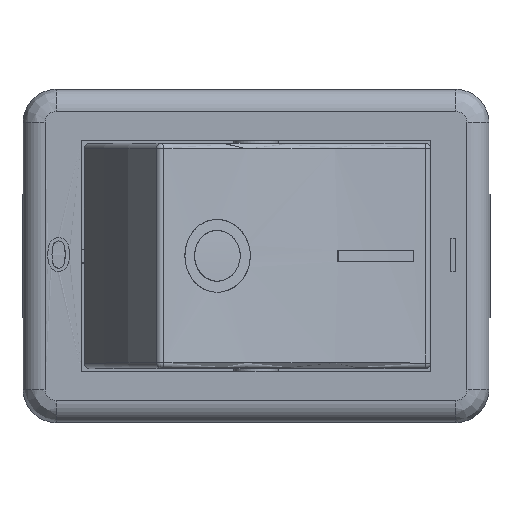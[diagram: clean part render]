
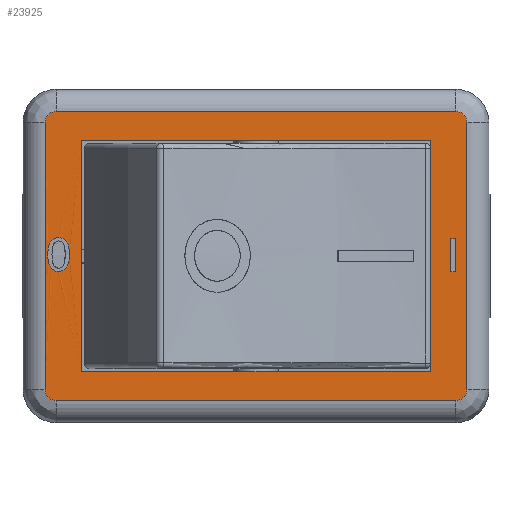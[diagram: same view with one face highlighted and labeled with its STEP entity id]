
A CAD part, top view. The second image highlights one B-rep face of the part: STEP entity #23925.
In plain terms, the highlighted planar face has unit normal (0, 0, 1).
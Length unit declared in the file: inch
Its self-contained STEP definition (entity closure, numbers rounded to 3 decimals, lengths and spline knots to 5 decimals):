
#23512=CARTESIAN_POINT('',(-0.35207,0.03264,0.63031));
#23513=VERTEX_POINT('',#23512);
#23514=CARTESIAN_POINT('',(-0.33285,0.00248,0.63031));
#23515=VERTEX_POINT('',#23514);
#23516=CARTESIAN_POINT('',(-0.35207,0.03264,0.62992));
#23517=CARTESIAN_POINT('',(-0.34734,0.03264,0.62992));
#23518=CARTESIAN_POINT('',(-0.34014,0.02882,0.62992));
#23519=CARTESIAN_POINT('',(-0.3355,0.02161,0.62992));
#23520=CARTESIAN_POINT('',(-0.33285,0.01126,0.62992));
#23521=CARTESIAN_POINT('',(-0.33285,0.00248,0.62992));
#23522=QUASI_UNIFORM_CURVE('',2,(#23516,#23517,#23518,#23519,#23520,#23521),.UNSPECIFIED.,.F.,.U.);
#23523=EDGE_CURVE('',#23513,#23515,#23522,.T.);
#23548=CARTESIAN_POINT('',(-0.35207,-0.02763,0.63031));
#23549=VERTEX_POINT('',#23548);
#23550=CARTESIAN_POINT('',(-0.33285,0.00248,0.62992));
#23551=CARTESIAN_POINT('',(-0.33285,-0.00791,0.62992));
#23552=CARTESIAN_POINT('',(-0.33712,-0.0207,0.62992));
#23553=CARTESIAN_POINT('',(-0.34563,-0.02763,0.62992));
#23554=CARTESIAN_POINT('',(-0.35207,-0.02763,0.62992));
#23555=QUASI_UNIFORM_CURVE('',2,(#23550,#23551,#23552,#23553,#23554),.UNSPECIFIED.,.F.,.U.);
#23556=EDGE_CURVE('',#23515,#23549,#23555,.T.);
#23576=CARTESIAN_POINT('',(-0.36548,-0.02155,0.63031));
#23577=VERTEX_POINT('',#23576);
#23578=CARTESIAN_POINT('',(-0.35207,-0.02763,0.62992));
#23579=CARTESIAN_POINT('',(-0.36062,-0.02763,0.62992));
#23580=CARTESIAN_POINT('',(-0.36548,-0.02155,0.62992));
#23581=QUASI_UNIFORM_CURVE('',2,(#23578,#23579,#23580),.UNSPECIFIED.,.F.,.U.);
#23582=EDGE_CURVE('',#23549,#23577,#23581,.T.);
#23600=CARTESIAN_POINT('',(-0.37133,0.00248,0.63031));
#23601=VERTEX_POINT('',#23600);
#23602=CARTESIAN_POINT('',(-0.36548,-0.02155,0.62992));
#23603=CARTESIAN_POINT('',(-0.37133,-0.01413,0.62992));
#23604=CARTESIAN_POINT('',(-0.37133,0.00248,0.62992));
#23605=QUASI_UNIFORM_CURVE('',2,(#23602,#23603,#23604),.UNSPECIFIED.,.F.,.U.);
#23606=EDGE_CURVE('',#23577,#23601,#23605,.T.);
#23628=CARTESIAN_POINT('',(-0.37133,0.00248,0.62992));
#23629=CARTESIAN_POINT('',(-0.37133,0.01297,0.62992));
#23630=CARTESIAN_POINT('',(-0.36701,0.02575,0.62992));
#23631=CARTESIAN_POINT('',(-0.35855,0.03264,0.62992));
#23632=CARTESIAN_POINT('',(-0.35207,0.03264,0.62992));
#23633=QUASI_UNIFORM_CURVE('',2,(#23628,#23629,#23630,#23631,#23632),.UNSPECIFIED.,.F.,.U.);
#23634=EDGE_CURVE('',#23601,#23513,#23633,.T.);
#23682=CARTESIAN_POINT('',(0.35534,0.03109,0.62992));
#23683=VERTEX_POINT('',#23682);
#23690=CARTESIAN_POINT('',(0.34751,0.03109,0.62992));
#23691=VERTEX_POINT('',#23690);
#23692=CARTESIAN_POINT('',(0.34751,0.03109,0.62992));
#23693=DIRECTION('',(1.0,0.0,0.0));
#23694=VECTOR('',#23693,0.00783);
#23695=LINE('',#23692,#23694);
#23696=EDGE_CURVE('',#23691,#23683,#23695,.T.);
#23720=CARTESIAN_POINT('',(0.35534,-0.02796,0.62992));
#23721=VERTEX_POINT('',#23720);
#23728=CARTESIAN_POINT('',(0.35534,0.03109,0.62992));
#23729=DIRECTION('',(0.0,-1.0,0.0));
#23730=VECTOR('',#23729,0.05906);
#23731=LINE('',#23728,#23730);
#23732=EDGE_CURVE('',#23683,#23721,#23731,.T.);
#23751=CARTESIAN_POINT('',(0.34751,-0.02796,0.62992));
#23752=VERTEX_POINT('',#23751);
#23759=CARTESIAN_POINT('',(0.35534,-0.02796,0.62992));
#23760=DIRECTION('',(-1.0,0.0,0.0));
#23761=VECTOR('',#23760,0.00783);
#23762=LINE('',#23759,#23761);
#23763=EDGE_CURVE('',#23721,#23752,#23762,.T.);
#23781=CARTESIAN_POINT('',(0.34751,-0.02796,0.62992));
#23782=DIRECTION('',(0.0,1.0,0.0));
#23783=VECTOR('',#23782,0.05906);
#23784=LINE('',#23781,#23783);
#23785=EDGE_CURVE('',#23752,#23691,#23784,.T.);
#23803=CARTESIAN_POINT('',(-0.41358,-0.28366,0.62992));
#23804=DIRECTION('',(0.0,0.0,1.0));
#23805=DIRECTION('',(1.0,0.0,0.0));
#23806=AXIS2_PLACEMENT_3D('',#23803,#23804,#23805);
#23807=PLANE('',#23806);
#23808=CARTESIAN_POINT('',(-0.37598,-0.23819,0.62992));
#23809=VERTEX_POINT('',#23808);
#23810=CARTESIAN_POINT('',(-0.37598,0.23819,0.62992));
#23811=VERTEX_POINT('',#23810);
#23812=CARTESIAN_POINT('',(-0.37598,-0.23819,0.62992));
#23813=DIRECTION('',(0.0,1.0,0.0));
#23814=VECTOR('',#23813,0.47638);
#23815=LINE('',#23812,#23814);
#23816=EDGE_CURVE('',#23809,#23811,#23815,.T.);
#23817=ORIENTED_EDGE('',*,*,#23816,.F.);
#23818=CARTESIAN_POINT('',(-0.3563,-0.25787,0.62992));
#23819=VERTEX_POINT('',#23818);
#23820=CARTESIAN_POINT('',(-0.3563,-0.23819,0.62992));
#23821=DIRECTION('',(0.0,0.0,-1.0));
#23822=DIRECTION('',(-0.707,-0.707,0.0));
#23823=AXIS2_PLACEMENT_3D('',#23820,#23821,#23822);
#23824=CIRCLE('',#23823,0.01969);
#23825=EDGE_CURVE('',#23819,#23809,#23824,.T.);
#23826=ORIENTED_EDGE('',*,*,#23825,.F.);
#23827=CARTESIAN_POINT('',(0.3563,-0.25787,0.62992));
#23828=VERTEX_POINT('',#23827);
#23829=CARTESIAN_POINT('',(0.3563,-0.25787,0.62992));
#23830=DIRECTION('',(-1.0,0.0,0.0));
#23831=VECTOR('',#23830,0.7126);
#23832=LINE('',#23829,#23831);
#23833=EDGE_CURVE('',#23828,#23819,#23832,.T.);
#23834=ORIENTED_EDGE('',*,*,#23833,.F.);
#23835=CARTESIAN_POINT('',(0.37598,-0.23819,0.62992));
#23836=VERTEX_POINT('',#23835);
#23837=CARTESIAN_POINT('',(0.3563,-0.23819,0.62992));
#23838=DIRECTION('',(0.0,0.0,-1.0));
#23839=DIRECTION('',(0.707,-0.707,0.0));
#23840=AXIS2_PLACEMENT_3D('',#23837,#23838,#23839);
#23841=CIRCLE('',#23840,0.01969);
#23842=EDGE_CURVE('',#23836,#23828,#23841,.T.);
#23843=ORIENTED_EDGE('',*,*,#23842,.F.);
#23844=CARTESIAN_POINT('',(0.37598,0.23819,0.62992));
#23845=VERTEX_POINT('',#23844);
#23846=CARTESIAN_POINT('',(0.37598,0.23819,0.62992));
#23847=DIRECTION('',(0.0,-1.0,0.0));
#23848=VECTOR('',#23847,0.47638);
#23849=LINE('',#23846,#23848);
#23850=EDGE_CURVE('',#23845,#23836,#23849,.T.);
#23851=ORIENTED_EDGE('',*,*,#23850,.F.);
#23852=CARTESIAN_POINT('',(0.3563,0.25787,0.62992));
#23853=VERTEX_POINT('',#23852);
#23854=CARTESIAN_POINT('',(0.3563,0.23819,0.62992));
#23855=DIRECTION('',(0.0,0.0,-1.0));
#23856=DIRECTION('',(0.707,0.707,0.0));
#23857=AXIS2_PLACEMENT_3D('',#23854,#23855,#23856);
#23858=CIRCLE('',#23857,0.01969);
#23859=EDGE_CURVE('',#23853,#23845,#23858,.T.);
#23860=ORIENTED_EDGE('',*,*,#23859,.F.);
#23861=CARTESIAN_POINT('',(-0.3563,0.25787,0.62992));
#23862=VERTEX_POINT('',#23861);
#23863=CARTESIAN_POINT('',(-0.3563,0.25787,0.62992));
#23864=DIRECTION('',(1.0,0.0,0.0));
#23865=VECTOR('',#23864,0.7126);
#23866=LINE('',#23863,#23865);
#23867=EDGE_CURVE('',#23862,#23853,#23866,.T.);
#23868=ORIENTED_EDGE('',*,*,#23867,.F.);
#23869=CARTESIAN_POINT('',(-0.3563,0.23819,0.62992));
#23870=DIRECTION('',(0.0,0.0,-1.0));
#23871=DIRECTION('',(-0.707,0.707,0.0));
#23872=AXIS2_PLACEMENT_3D('',#23869,#23870,#23871);
#23873=CIRCLE('',#23872,0.01969);
#23874=EDGE_CURVE('',#23811,#23862,#23873,.T.);
#23875=ORIENTED_EDGE('',*,*,#23874,.F.);
#23876=EDGE_LOOP('',(#23817,#23826,#23834,#23843,#23851,#23860,#23868,#23875));
#23877=FACE_OUTER_BOUND('',#23876,.T.);
#23878=CARTESIAN_POINT('',(0.31102,0.20669,0.62992));
#23879=VERTEX_POINT('',#23878);
#23880=CARTESIAN_POINT('',(0.31102,-0.20669,0.62992));
#23881=VERTEX_POINT('',#23880);
#23882=CARTESIAN_POINT('',(0.31102,0.20669,0.62992));
#23883=DIRECTION('',(0.0,-1.0,0.0));
#23884=VECTOR('',#23883,0.41339);
#23885=LINE('',#23882,#23884);
#23886=EDGE_CURVE('',#23879,#23881,#23885,.T.);
#23887=ORIENTED_EDGE('',*,*,#23886,.T.);
#23888=CARTESIAN_POINT('',(-0.31102,-0.20669,0.62992));
#23889=VERTEX_POINT('',#23888);
#23890=CARTESIAN_POINT('',(0.31102,-0.20669,0.62992));
#23891=DIRECTION('',(-1.0,0.0,0.0));
#23892=VECTOR('',#23891,0.62205);
#23893=LINE('',#23890,#23892);
#23894=EDGE_CURVE('',#23881,#23889,#23893,.T.);
#23895=ORIENTED_EDGE('',*,*,#23894,.T.);
#23896=CARTESIAN_POINT('',(-0.31102,0.20669,0.62992));
#23897=VERTEX_POINT('',#23896);
#23898=CARTESIAN_POINT('',(-0.31102,-0.20669,0.62992));
#23899=DIRECTION('',(0.0,1.0,0.0));
#23900=VECTOR('',#23899,0.41339);
#23901=LINE('',#23898,#23900);
#23902=EDGE_CURVE('',#23889,#23897,#23901,.T.);
#23903=ORIENTED_EDGE('',*,*,#23902,.T.);
#23904=CARTESIAN_POINT('',(-0.31102,0.20669,0.62992));
#23905=DIRECTION('',(1.0,0.0,0.0));
#23906=VECTOR('',#23905,0.62205);
#23907=LINE('',#23904,#23906);
#23908=EDGE_CURVE('',#23897,#23879,#23907,.T.);
#23909=ORIENTED_EDGE('',*,*,#23908,.T.);
#23910=EDGE_LOOP('',(#23887,#23895,#23903,#23909));
#23911=FACE_BOUND('',#23910,.T.);
#23912=ORIENTED_EDGE('',*,*,#23696,.T.);
#23913=ORIENTED_EDGE('',*,*,#23732,.T.);
#23914=ORIENTED_EDGE('',*,*,#23763,.T.);
#23915=ORIENTED_EDGE('',*,*,#23785,.T.);
#23916=EDGE_LOOP('',(#23912,#23913,#23914,#23915));
#23917=FACE_BOUND('',#23916,.T.);
#23918=ORIENTED_EDGE('',*,*,#23523,.T.);
#23919=ORIENTED_EDGE('',*,*,#23556,.T.);
#23920=ORIENTED_EDGE('',*,*,#23582,.T.);
#23921=ORIENTED_EDGE('',*,*,#23606,.T.);
#23922=ORIENTED_EDGE('',*,*,#23634,.T.);
#23923=EDGE_LOOP('',(#23918,#23919,#23920,#23921,#23922));
#23924=FACE_BOUND('',#23923,.T.);
#23925=ADVANCED_FACE('',(#23877,#23911,#23917,#23924),#23807,.T.);
